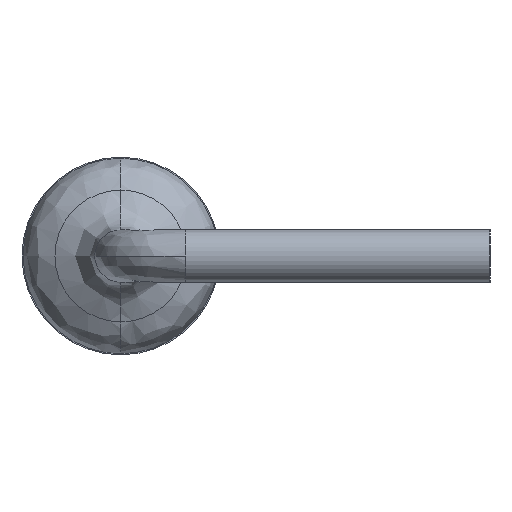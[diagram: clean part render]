
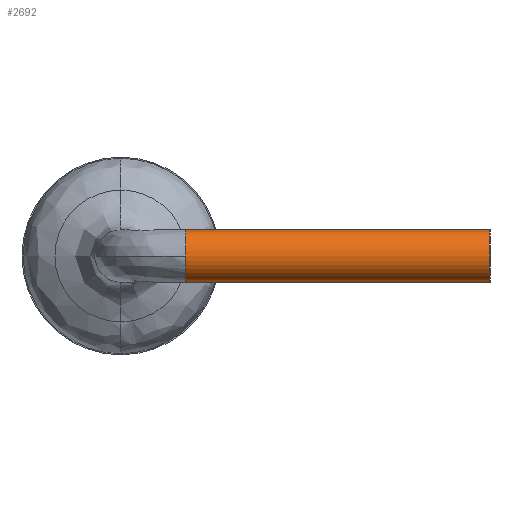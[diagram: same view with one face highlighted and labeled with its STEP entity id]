
A CAD part, left-side view. The second image highlights one B-rep face of the part: STEP entity #2692.
In plain terms, the highlighted cylindrical face has radius 0.305 mm (diameter 0.61 mm), a partial arc.
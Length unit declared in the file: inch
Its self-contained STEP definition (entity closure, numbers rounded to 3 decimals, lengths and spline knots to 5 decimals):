
#28 = VERTEX_POINT ( 'NONE', #1073 ) ;
#73 = CARTESIAN_POINT ( 'NONE',  ( 0., 0.04, 0. ) ) ;
#105 = ORIENTED_EDGE ( 'NONE', *, *, #1779, .T. ) ;
#231 = CARTESIAN_POINT ( 'NONE',  ( 0., -0.1, 0.012 ) ) ;
#256 = ORIENTED_EDGE ( 'NONE', *, *, #1591, .F. ) ;
#268 = DIRECTION ( 'NONE',  ( 0., -1., 0. ) ) ;
#314 = CARTESIAN_POINT ( 'NONE',  ( 0., -0.1, 0. ) ) ;
#319 = CARTESIAN_POINT ( 'NONE',  ( 0., 0.04, 0.012 ) ) ;
#418 = LINE ( 'NONE', #1096, #2671 ) ;
#430 = DIRECTION ( 'NONE',  ( 0., 1., 0. ) ) ;
#545 = VERTEX_POINT ( 'NONE', #2551 ) ;
#619 = VERTEX_POINT ( 'NONE', #231 ) ;
#637 = VERTEX_POINT ( 'NONE', #929 ) ;
#690 = EDGE_CURVE ( 'NONE', #545, #1844, #796, .T. ) ;
#796 = CIRCLE ( 'NONE', #2390, 0.012 ) ;
#876 = ORIENTED_EDGE ( 'NONE', *, *, #2564, .T. ) ;
#929 = CARTESIAN_POINT ( 'NONE',  ( 0., 0.04, -0.012 ) ) ;
#1073 = CARTESIAN_POINT ( 'NONE',  ( 0., -0.1, -0.012 ) ) ;
#1096 = CARTESIAN_POINT ( 'NONE',  ( 0., 0.04, -0.012 ) ) ;
#1199 = CIRCLE ( 'NONE', #2630, 0.012 ) ;
#1215 = EDGE_CURVE ( 'NONE', #1844, #619, #1836, .T. ) ;
#1232 = DIRECTION ( 'NONE',  ( 0., 1., 0. ) ) ;
#1320 = DIRECTION ( 'NONE',  ( 0., -1., 0. ) ) ;
#1387 = AXIS2_PLACEMENT_3D ( 'NONE', #314, #2043, #2465 ) ;
#1410 = FACE_OUTER_BOUND ( 'NONE', #2516, .T. ) ;
#1501 = AXIS2_PLACEMENT_3D ( 'NONE', #73, #268, #2039 ) ;
#1591 = EDGE_CURVE ( 'NONE', #637, #545, #1199, .T. ) ;
#1618 = CARTESIAN_POINT ( 'NONE',  ( 0., 0.04, 0.012 ) ) ;
#1647 = VECTOR ( 'NONE', #2681, 39.37008 ) ;
#1779 = EDGE_CURVE ( 'NONE', #28, #619, #1877, .T. ) ;
#1780 = DIRECTION ( 'NONE',  ( -1., 0., 0. ) ) ;
#1836 = LINE ( 'NONE', #319, #1647 ) ;
#1844 = VERTEX_POINT ( 'NONE', #1618 ) ;
#1845 = DIRECTION ( 'NONE',  ( -1., 0., 0. ) ) ;
#1877 = CIRCLE ( 'NONE', #1387, 0.012 ) ;
#1995 = ORIENTED_EDGE ( 'NONE', *, *, #1215, .F. ) ;
#2039 = DIRECTION ( 'NONE',  ( 0., 0., -1. ) ) ;
#2043 = DIRECTION ( 'NONE',  ( 0., 1., 0. ) ) ;
#2070 = CARTESIAN_POINT ( 'NONE',  ( 0., 0.04, 0. ) ) ;
#2203 = ORIENTED_EDGE ( 'NONE', *, *, #690, .F. ) ;
#2236 = CYLINDRICAL_SURFACE ( 'NONE', #1501, 0.012 ) ;
#2390 = AXIS2_PLACEMENT_3D ( 'NONE', #2680, #430, #1780 ) ;
#2465 = DIRECTION ( 'NONE',  ( 0., 0., -1. ) ) ;
#2516 = EDGE_LOOP ( 'NONE', ( #1995, #2203, #256, #876, #105 ) ) ;
#2551 = CARTESIAN_POINT ( 'NONE',  ( -0.012, 0.04, 0. ) ) ;
#2564 = EDGE_CURVE ( 'NONE', #637, #28, #418, .T. ) ;
#2630 = AXIS2_PLACEMENT_3D ( 'NONE', #2070, #1232, #1845 ) ;
#2671 = VECTOR ( 'NONE', #1320, 39.37008 ) ;
#2680 = CARTESIAN_POINT ( 'NONE',  ( 0., 0.04, 0. ) ) ;
#2681 = DIRECTION ( 'NONE',  ( 0., -1., 0. ) ) ;
#2692 = ADVANCED_FACE ( 'NONE', ( #1410 ), #2236, .T. ) ;
